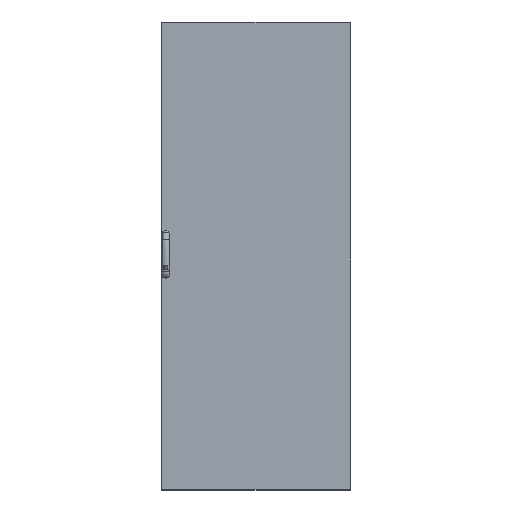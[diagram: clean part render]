
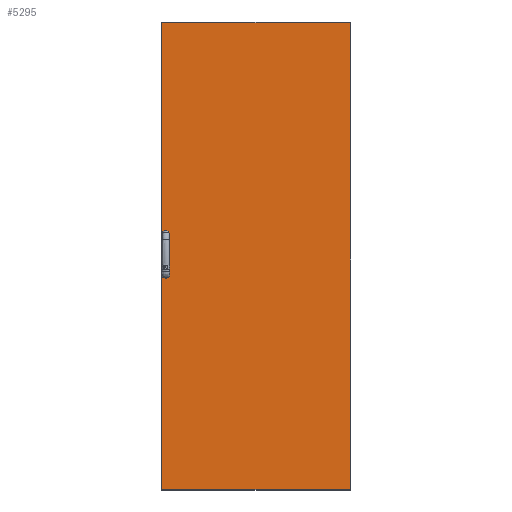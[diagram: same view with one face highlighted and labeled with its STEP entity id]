
A CAD part, top view. The second image highlights one B-rep face of the part: STEP entity #5295.
In plain terms, the highlighted planar face has unit normal (0, 0, 1).
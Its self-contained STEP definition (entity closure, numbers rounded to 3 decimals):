
#133 = FACE_BOUND ( 'NONE', #1191, .T. ) ;
#189 = ORIENTED_EDGE ( 'NONE', *, *, #31117, .F. ) ;
#1056 = DIRECTION ( 'NONE',  ( 0., -1., 0. ) ) ;
#1191 = EDGE_LOOP ( 'NONE', ( #3059, #25800, #27634, #5601 ) ) ;
#1266 = AXIS2_PLACEMENT_3D ( 'NONE', #21093, #18908, #28670 ) ;
#1462 = CIRCLE ( 'NONE', #14387, 9.5 ) ;
#1511 = CARTESIAN_POINT ( 'NONE',  ( 9.7, 1060.25, 19. ) ) ;
#2336 = DIRECTION ( 'NONE',  ( 0., 1., 0. ) ) ;
#2665 = VERTEX_POINT ( 'NONE', #5312 ) ;
#2684 = CARTESIAN_POINT ( 'NONE',  ( 792., 1960., 19. ) ) ;
#3059 = ORIENTED_EDGE ( 'NONE', *, *, #23283, .F. ) ;
#3392 = LINE ( 'NONE', #21757, #21159 ) ;
#3738 = VERTEX_POINT ( 'NONE', #14111 ) ;
#3921 = VECTOR ( 'NONE', #2336, 1000. ) ;
#5024 = LINE ( 'NONE', #16332, #16557 ) ;
#5133 = EDGE_CURVE ( 'NONE', #32002, #10382, #7222, .T. ) ;
#5295 = ADVANCED_FACE ( 'NONE', ( #23566, #133, #10583 ), #23057, .F. ) ;
#5312 = CARTESIAN_POINT ( 'NONE',  ( 28.7, 1060.25, 19. ) ) ;
#5532 = DIRECTION ( 'NONE',  ( 1., 0., 0. ) ) ;
#5601 = ORIENTED_EDGE ( 'NONE', *, *, #23804, .F. ) ;
#6916 = CARTESIAN_POINT ( 'NONE',  ( 0., 1957., 19. ) ) ;
#7163 = EDGE_CURVE ( 'NONE', #2665, #11253, #1462, .T. ) ;
#7222 = LINE ( 'NONE', #6916, #10545 ) ;
#7281 = ORIENTED_EDGE ( 'NONE', *, *, #7719, .F. ) ;
#7555 = CARTESIAN_POINT ( 'NONE',  ( 0., 1960., 19. ) ) ;
#7719 = EDGE_CURVE ( 'NONE', #10133, #14819, #11187, .T. ) ;
#7947 = AXIS2_PLACEMENT_3D ( 'NONE', #9166, #29541, #19430 ) ;
#8711 = DIRECTION ( 'NONE',  ( 0., 0., 1. ) ) ;
#9119 = CARTESIAN_POINT ( 'NONE',  ( 28.7, 1012.25, 19. ) ) ;
#9166 = CARTESIAN_POINT ( 'NONE',  ( 19.2, 947.75, 19. ) ) ;
#9443 = EDGE_CURVE ( 'NONE', #18435, #2665, #20527, .T. ) ;
#10133 = VERTEX_POINT ( 'NONE', #16917 ) ;
#10382 = VERTEX_POINT ( 'NONE', #31022 ) ;
#10545 = VECTOR ( 'NONE', #25259, 1000. ) ;
#10583 = FACE_OUTER_BOUND ( 'NONE', #30588, .T. ) ;
#10595 = DIRECTION ( 'NONE',  ( 0., 0., 1. ) ) ;
#10946 = CARTESIAN_POINT ( 'NONE',  ( 28.7, 947.75, 19. ) ) ;
#11187 = CIRCLE ( 'NONE', #7947, 9.5 ) ;
#11253 = VERTEX_POINT ( 'NONE', #13009 ) ;
#11359 = ORIENTED_EDGE ( 'NONE', *, *, #11675, .F. ) ;
#11675 = EDGE_CURVE ( 'NONE', #27691, #10133, #30156, .T. ) ;
#12481 = ORIENTED_EDGE ( 'NONE', *, *, #23085, .T. ) ;
#12534 = CIRCLE ( 'NONE', #1266, 9.5 ) ;
#12693 = AXIS2_PLACEMENT_3D ( 'NONE', #7555, #25569, #18333 ) ;
#12838 = EDGE_LOOP ( 'NONE', ( #189, #7281, #11359, #29852 ) ) ;
#13009 = CARTESIAN_POINT ( 'NONE',  ( 9.7, 1060.25, 19. ) ) ;
#13110 = CARTESIAN_POINT ( 'NONE',  ( 19.2, 1060.25, 19. ) ) ;
#13576 = ORIENTED_EDGE ( 'NONE', *, *, #29202, .T. ) ;
#13764 = DIRECTION ( 'NONE',  ( 1., 0., 0. ) ) ;
#14103 = CARTESIAN_POINT ( 'NONE',  ( 19.2, 1012.25, 19. ) ) ;
#14111 = CARTESIAN_POINT ( 'NONE',  ( 3., 3., 19. ) ) ;
#14387 = AXIS2_PLACEMENT_3D ( 'NONE', #13110, #10595, #31132 ) ;
#14819 = VERTEX_POINT ( 'NONE', #25139 ) ;
#15496 = EDGE_CURVE ( 'NONE', #28174, #27691, #12534, .T. ) ;
#16332 = CARTESIAN_POINT ( 'NONE',  ( 0., 3., 19. ) ) ;
#16557 = VECTOR ( 'NONE', #5532, 1000. ) ;
#16831 = LINE ( 'NONE', #1511, #17089 ) ;
#16917 = CARTESIAN_POINT ( 'NONE',  ( 28.7, 947.75, 19. ) ) ;
#17089 = VECTOR ( 'NONE', #24904, 1000. ) ;
#17845 = LINE ( 'NONE', #2684, #20791 ) ;
#18171 = AXIS2_PLACEMENT_3D ( 'NONE', #14103, #8711, #13764 ) ;
#18333 = DIRECTION ( 'NONE',  ( -1., 0., 0. ) ) ;
#18359 = DIRECTION ( 'NONE',  ( 0., 1., 0. ) ) ;
#18435 = VERTEX_POINT ( 'NONE', #9119 ) ;
#18908 = DIRECTION ( 'NONE',  ( 0., 0., 1. ) ) ;
#19430 = DIRECTION ( 'NONE',  ( 1., 0., 0. ) ) ;
#19734 = VERTEX_POINT ( 'NONE', #22315 ) ;
#20527 = LINE ( 'NONE', #25424, #3921 ) ;
#20791 = VECTOR ( 'NONE', #31146, 1000. ) ;
#21093 = CARTESIAN_POINT ( 'NONE',  ( 19.2, 899.75, 19. ) ) ;
#21159 = VECTOR ( 'NONE', #1056, 1000. ) ;
#21370 = VERTEX_POINT ( 'NONE', #27514 ) ;
#21757 = CARTESIAN_POINT ( 'NONE',  ( 9.7, 947.75, 19. ) ) ;
#21814 = VECTOR ( 'NONE', #18359, 1000. ) ;
#21833 = VECTOR ( 'NONE', #26010, 1000. ) ;
#22315 = CARTESIAN_POINT ( 'NONE',  ( 9.7, 1012.25, 19. ) ) ;
#23057 = PLANE ( 'NONE',  #12693 ) ;
#23085 = EDGE_CURVE ( 'NONE', #3738, #21370, #5024, .T. ) ;
#23174 = CARTESIAN_POINT ( 'NONE',  ( 792., 1957., 19. ) ) ;
#23283 = EDGE_CURVE ( 'NONE', #11253, #19734, #16831, .T. ) ;
#23566 = FACE_BOUND ( 'NONE', #12838, .T. ) ;
#23664 = CARTESIAN_POINT ( 'NONE',  ( 3., 1960., 19. ) ) ;
#23804 = EDGE_CURVE ( 'NONE', #19734, #18435, #32677, .T. ) ;
#24904 = DIRECTION ( 'NONE',  ( 0., -1., 0. ) ) ;
#25139 = CARTESIAN_POINT ( 'NONE',  ( 9.7, 947.75, 19. ) ) ;
#25259 = DIRECTION ( 'NONE',  ( -1., 0., 0. ) ) ;
#25424 = CARTESIAN_POINT ( 'NONE',  ( 28.7, 1060.25, 19. ) ) ;
#25569 = DIRECTION ( 'NONE',  ( 0., 0., -1. ) ) ;
#25800 = ORIENTED_EDGE ( 'NONE', *, *, #7163, .F. ) ;
#26010 = DIRECTION ( 'NONE',  ( 0., -1., 0. ) ) ;
#26609 = ORIENTED_EDGE ( 'NONE', *, *, #30028, .T. ) ;
#27514 = CARTESIAN_POINT ( 'NONE',  ( 792., 3., 19. ) ) ;
#27634 = ORIENTED_EDGE ( 'NONE', *, *, #9443, .F. ) ;
#27691 = VERTEX_POINT ( 'NONE', #32082 ) ;
#28174 = VERTEX_POINT ( 'NONE', #32370 ) ;
#28373 = LINE ( 'NONE', #23664, #21833 ) ;
#28670 = DIRECTION ( 'NONE',  ( 1., 0., 0. ) ) ;
#29202 = EDGE_CURVE ( 'NONE', #10382, #3738, #28373, .T. ) ;
#29541 = DIRECTION ( 'NONE',  ( 0., 0., 1. ) ) ;
#29852 = ORIENTED_EDGE ( 'NONE', *, *, #15496, .F. ) ;
#30028 = EDGE_CURVE ( 'NONE', #21370, #32002, #17845, .T. ) ;
#30156 = LINE ( 'NONE', #10946, #21814 ) ;
#30469 = ORIENTED_EDGE ( 'NONE', *, *, #5133, .T. ) ;
#30588 = EDGE_LOOP ( 'NONE', ( #26609, #30469, #13576, #12481 ) ) ;
#31022 = CARTESIAN_POINT ( 'NONE',  ( 3., 1957., 19. ) ) ;
#31117 = EDGE_CURVE ( 'NONE', #14819, #28174, #3392, .T. ) ;
#31132 = DIRECTION ( 'NONE',  ( 1., 0., 0. ) ) ;
#31146 = DIRECTION ( 'NONE',  ( 0., 1., 0. ) ) ;
#32002 = VERTEX_POINT ( 'NONE', #23174 ) ;
#32082 = CARTESIAN_POINT ( 'NONE',  ( 28.7, 899.75, 19. ) ) ;
#32370 = CARTESIAN_POINT ( 'NONE',  ( 9.7, 899.75, 19. ) ) ;
#32677 = CIRCLE ( 'NONE', #18171, 9.5 ) ;
